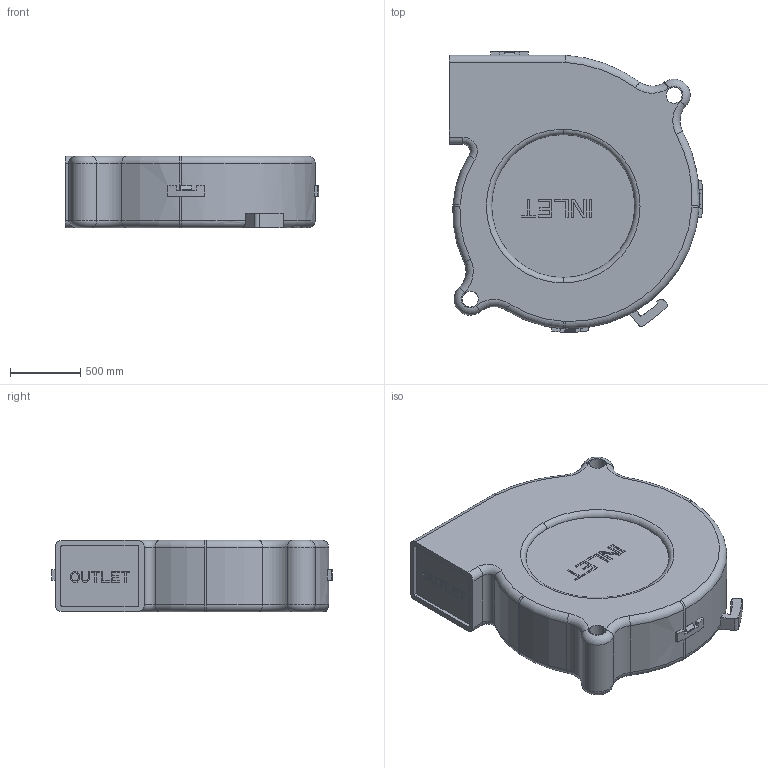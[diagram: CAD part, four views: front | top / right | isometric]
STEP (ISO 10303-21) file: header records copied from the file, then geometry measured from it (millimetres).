
FILE_DESCRIPTION((''),'2;1');
FILE_NAME('BFB0712HD','2017-08-19T',('DJOKOVIC.LIU'),(''),'CREO PARAMETRIC BY PTC INC, 2015080','CREO PARAMETRIC BY PTC INC, 2015080','');
FILE_SCHEMA(('CONFIG_CONTROL_DESIGN'));
Length unit declared in the file: inch
Products named in the file (1): BFB0712HD
Bounding box: 1802.38 x 1993.77 x 508 mm (x, y, z)
Volume: 1435023868.7 mm3; surface area: 9867422.7 mm2
Topology: 1 solids, 2 shells, 330 faces, 894 edges, 586 vertices
Faces by surface type: plane 243, cylinder 58, torus 29
Entity records: 10433 total; most frequent: CARTESIAN_POINT 1936, ORIENTED_EDGE 1788, DIRECTION 1717, EDGE_CURVE 894, VECTOR 691, LINE 691, VERTEX_POINT 586, AXIS2_PLACEMENT_3D 513
